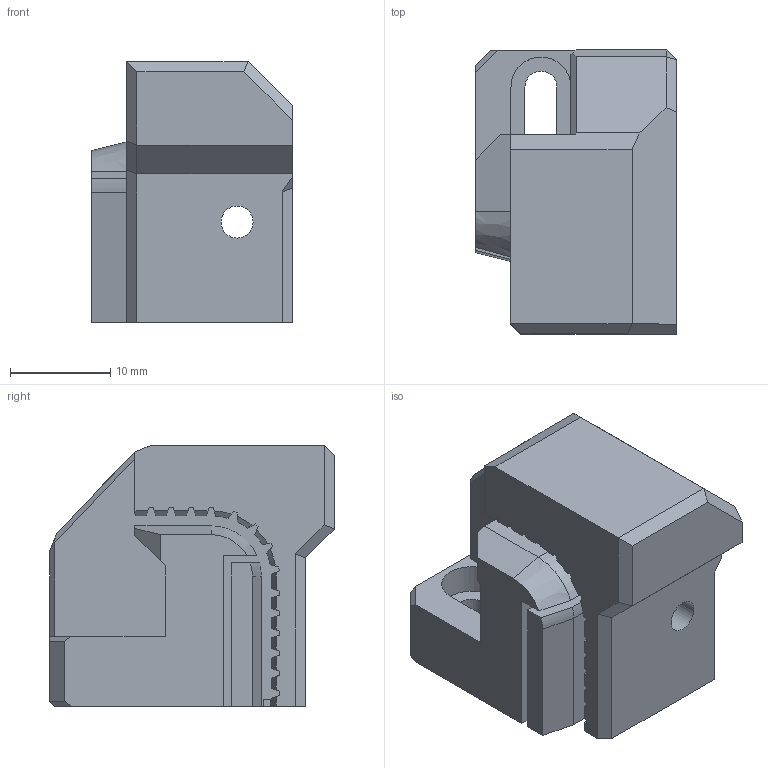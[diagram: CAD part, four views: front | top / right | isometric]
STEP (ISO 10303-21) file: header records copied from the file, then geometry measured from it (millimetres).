
FILE_DESCRIPTION(/* description */ (''),/* implementation_level */ '2;1');
FILE_NAME(/* name */ 'y-belt-holder-tensioner-R2.stp',/* time_stamp */ '2023-07-10T12:31:39+02:00',/* author */ ('Eliáš Knor'),/* organization */ (''),/* preprocessor_version */ 'ST-DEVELOPER v19',/* originating_system */ 'Autodesk Inventor 2023',/* authorisation */ '');
FILE_SCHEMA (('AUTOMOTIVE_DESIGN { 1 0 10303 214 3 1 1 }'));
Length unit declared in the file: millimetre
Products named in the file (1): y-belt-holder-tensioner-E4
Bounding box: 20 x 28.39 x 26 mm (x, y, z)
Volume: 9344.8 mm3; surface area: 4356.9 mm2
Topology: 1 solids, 1 shells, 189 faces, 537 edges, 354 vertices
Faces by surface type: plane 145, cylinder 19, bspline 16, cone 9
Full cylindrical faces by diameter (mm): 3.2 x1, 6 x1
Entity records: 6185 total; most frequent: CARTESIAN_POINT 1320, ORIENTED_EDGE 1074, DIRECTION 886, EDGE_CURVE 537, LINE 442, VECTOR 442, VERTEX_POINT 354, AXIS2_PLACEMENT_3D 222
